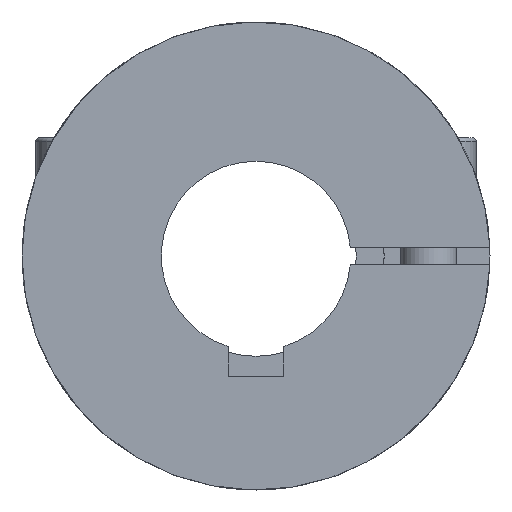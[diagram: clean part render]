
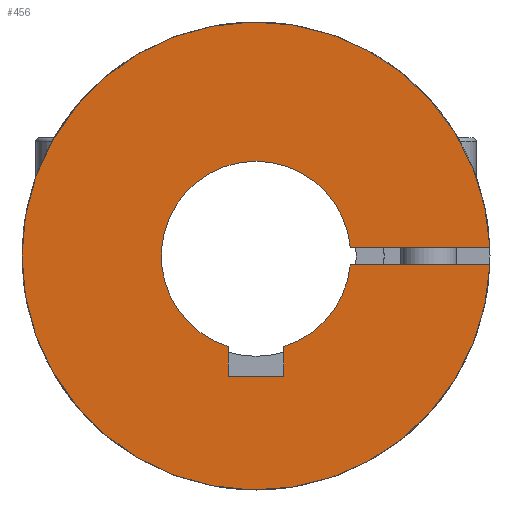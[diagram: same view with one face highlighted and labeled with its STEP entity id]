
A CAD part, left-side view. The second image highlights one B-rep face of the part: STEP entity #456.
In plain terms, the highlighted planar face has unit normal (-1, 0, 0).
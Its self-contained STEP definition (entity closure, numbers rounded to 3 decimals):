
#456=ADVANCED_FACE('NONE',(#907),#908,.F.);
#907=FACE_OUTER_BOUND('',#1372,.T.);
#908=PLANE('',#1373);
#1372=EDGE_LOOP('',(#2475,#2476,#2477,#2478,#2479,#2480,#2481,#2482,#2483,#2484));
#1373=AXIS2_PLACEMENT_3D('',#2485,#2486,#2487);
#2475=ORIENTED_EDGE('',*,*,#3211,.T.);
#2476=ORIENTED_EDGE('',*,*,#3216,.T.);
#2477=ORIENTED_EDGE('',*,*,#3220,.T.);
#2478=ORIENTED_EDGE('',*,*,#3223,.T.);
#2479=ORIENTED_EDGE('',*,*,#3201,.T.);
#2480=ORIENTED_EDGE('',*,*,#3207,.T.);
#2481=ORIENTED_EDGE('',*,*,#3231,.F.);
#2482=ORIENTED_EDGE('',*,*,#3190,.T.);
#2483=ORIENTED_EDGE('',*,*,#3232,.T.);
#2484=ORIENTED_EDGE('',*,*,#3227,.F.);
#2485=CARTESIAN_POINT('',(0.0,0.0,4.0));
#2486=DIRECTION('',(1.0,0.0,0.0));
#2487=DIRECTION('',(0.0,-0.0,-1.0));
#3190=EDGE_CURVE('NONE',#3889,#3886,#3890,.T.);
#3201=EDGE_CURVE('',#3910,#3907,#3911,.T.);
#3207=EDGE_CURVE('',#3907,#3918,#3920,.T.);
#3211=EDGE_CURVE('',#3927,#3925,#3928,.T.);
#3216=EDGE_CURVE('',#3925,#3933,#3935,.T.);
#3220=EDGE_CURVE('',#3933,#3939,#3941,.T.);
#3223=EDGE_CURVE('',#3939,#3910,#3944,.T.);
#3227=EDGE_CURVE('NONE',#3927,#3950,#3951,.T.);
#3231=EDGE_CURVE('NONE',#3889,#3918,#3956,.T.);
#3232=EDGE_CURVE('NONE',#3886,#3950,#3957,.T.);
#3886=VERTEX_POINT('',#5033);
#3889=VERTEX_POINT('NONE',#5037);
#3890=CIRCLE('',#5038,21.0);
#3907=VERTEX_POINT('',#5059);
#3910=VERTEX_POINT('',#5063);
#3911=CIRCLE('',#5064,8.5);
#3918=VERTEX_POINT('',#5072);
#3920=CIRCLE('',#5075,8.5);
#3925=VERTEX_POINT('',#5080);
#3927=VERTEX_POINT('',#5083);
#3928=CIRCLE('',#5084,8.5);
#3933=VERTEX_POINT('',#5091);
#3935=LINE('',#5094,#5095);
#3939=VERTEX_POINT('',#5100);
#3941=LINE('',#5103,#5104);
#3944=LINE('',#5108,#5109);
#3950=VERTEX_POINT('NONE',#5115);
#3951=LINE('',#5116,#5117);
#3956=LINE('',#5124,#5125);
#3957=CIRCLE('',#5126,21.0);
#5033=CARTESIAN_POINT('',(0.0,21.0,0.));
#5037=CARTESIAN_POINT('',(0.0,-20.985,0.8));
#5038=AXIS2_PLACEMENT_3D('',#5846,#5847,#5848);
#5059=CARTESIAN_POINT('',(0.0,0.,8.5));
#5063=CARTESIAN_POINT('',(0.0,2.5,-8.124));
#5064=AXIS2_PLACEMENT_3D('',#5866,#5867,#5868);
#5072=CARTESIAN_POINT('',(0.0,-8.462,0.8));
#5075=AXIS2_PLACEMENT_3D('',#5877,#5878,#5879);
#5080=CARTESIAN_POINT('',(0.0,-2.5,-8.124));
#5083=CARTESIAN_POINT('',(0.0,-8.462,-0.8));
#5084=AXIS2_PLACEMENT_3D('',#5884,#5885,#5886);
#5091=CARTESIAN_POINT('',(0.0,-2.5,-10.8));
#5094=CARTESIAN_POINT('',(0.0,-2.5,-0.7));
#5095=VECTOR('',#5890,1.0);
#5100=CARTESIAN_POINT('',(0.0,2.5,-10.8));
#5103=CARTESIAN_POINT('',(0.0,0.0,-10.8));
#5104=VECTOR('',#5893,1.0);
#5108=CARTESIAN_POINT('',(0.0,2.5,-0.7));
#5109=VECTOR('',#5895,1.0);
#5115=CARTESIAN_POINT('',(0.0,-20.985,-0.8));
#5116=CARTESIAN_POINT('',(0.0,-2.3,-0.8));
#5117=VECTOR('',#5902,1000.0);
#5124=CARTESIAN_POINT('',(0.0,-2.3,0.8));
#5125=VECTOR('',#5905,1000.0);
#5126=AXIS2_PLACEMENT_3D('',#5906,#5907,#5908);
#5846=CARTESIAN_POINT('',(0.0,0.0,0.0));
#5847=DIRECTION('',(-1.0,0.0,0.0));
#5848=DIRECTION('',(0.0,-1.0,0.0));
#5866=CARTESIAN_POINT('',(0.0,0.0,0.0));
#5867=DIRECTION('',(1.0,0.0,0.0));
#5868=DIRECTION('',(0.0,0.0,-1.0));
#5877=CARTESIAN_POINT('',(0.0,0.0,0.0));
#5878=DIRECTION('',(1.0,0.0,0.0));
#5879=DIRECTION('',(0.0,0.0,-1.0));
#5884=CARTESIAN_POINT('',(0.0,0.0,0.0));
#5885=DIRECTION('',(1.0,0.0,0.0));
#5886=DIRECTION('',(0.0,0.0,-1.0));
#5890=DIRECTION('',(0.0,0.0,-1.0));
#5893=DIRECTION('',(0.0,1.0,0.0));
#5895=DIRECTION('',(-0.0,0.0,1.0));
#5902=DIRECTION('',(0.0,-1.0,0.0));
#5905=DIRECTION('',(0.0,1.0,-0.0));
#5906=CARTESIAN_POINT('',(0.0,0.0,0.0));
#5907=DIRECTION('',(-1.0,0.0,0.0));
#5908=DIRECTION('',(0.0,-1.0,0.0));
